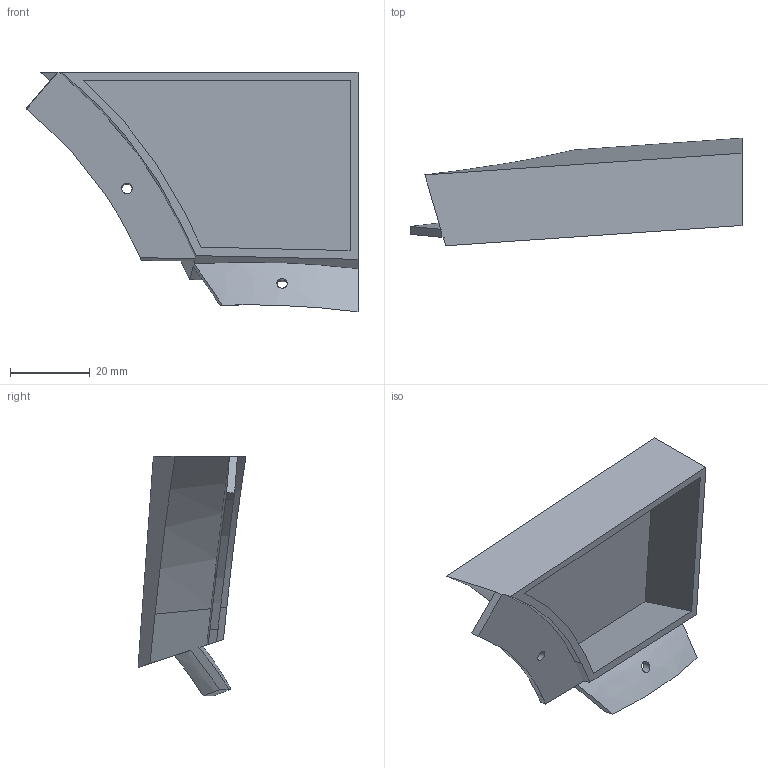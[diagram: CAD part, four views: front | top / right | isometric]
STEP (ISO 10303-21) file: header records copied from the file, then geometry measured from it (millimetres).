
FILE_DESCRIPTION(/* description */ (''),/* implementation_level */ '2;1');
FILE_NAME(/* name */ 'Thumb Extension v7.step',/* time_stamp */ '2022-07-12T15:54:24+12:00',/* author */ (''),/* organization */ (''),/* preprocessor_version */ 'ST-DEVELOPER v19',/* originating_system */ 'Autodesk Translation Framework v11.7.0.108',/* authorisation */ '');
FILE_SCHEMA (('AUTOMOTIVE_DESIGN { 1 0 10303 214 3 1 1 }'));
Length unit declared in the file: millimetre
Products named in the file (1): Thumb Extension
Bounding box: 83.1 x 27.03 x 60 mm (x, y, z)
Volume: 15329.3 mm3; surface area: 15893.8 mm2
Topology: 1 solids, 1 shells, 30 faces, 81 edges, 54 vertices
Faces by surface type: plane 21, bspline 4, cone 3, cylinder 2
Full cylindrical faces by diameter (mm): 2.6 x2
Entity records: 1258 total; most frequent: CARTESIAN_POINT 510, ORIENTED_EDGE 162, DIRECTION 122, EDGE_CURVE 81, VERTEX_POINT 54, LINE 52, VECTOR 52, EDGE_LOOP 35
